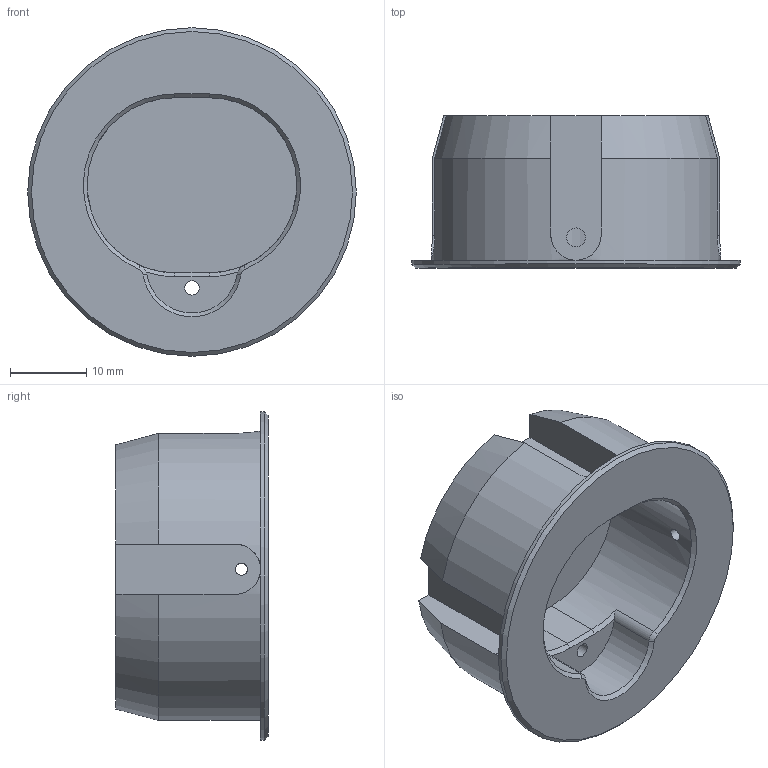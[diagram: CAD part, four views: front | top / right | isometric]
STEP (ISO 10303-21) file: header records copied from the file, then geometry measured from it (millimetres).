
FILE_DESCRIPTION(/* description */ (''),/* implementation_level */ '2;1');
FILE_NAME(/* name */ 'Side_poke v19.step',/* time_stamp */ '2020-01-27T14:58:00-05:00',/* author */ (''),/* organization */ (''),/* preprocessor_version */ 'ST-DEVELOPER v18',/* originating_system */ 'Autodesk Translation Framework v8.12.0.6',/* authorisation */ '');
FILE_SCHEMA (('AUTOMOTIVE_DESIGN { 1 0 10303 214 3 1 1 }'));
Length unit declared in the file: millimetre
Products named in the file (2): Side_poke; side pcb
Assembly tree (1 placements, depth 2):
  Side_poke
    side pcb
Bounding box: 43.18 x 20 x 43.18 mm (x, y, z)
Volume: 12921.2 mm3; surface area: 6935.2 mm2
Topology: 1 solids, 1 shells, 51 faces, 123 edges, 79 vertices
Faces by surface type: plane 21, cylinder 19, cone 11
Full cylindrical faces by diameter (mm): 1.6 x2, 1.9 x1, 2.075 x2, 2.5 x1, 4.067 x1, 43.18 x1
Entity records: 1667 total; most frequent: CARTESIAN_POINT 404, DIRECTION 260, ORIENTED_EDGE 246, EDGE_CURVE 123, AXIS2_PLACEMENT_3D 101, VERTEX_POINT 79, EDGE_LOOP 64, LINE 58
